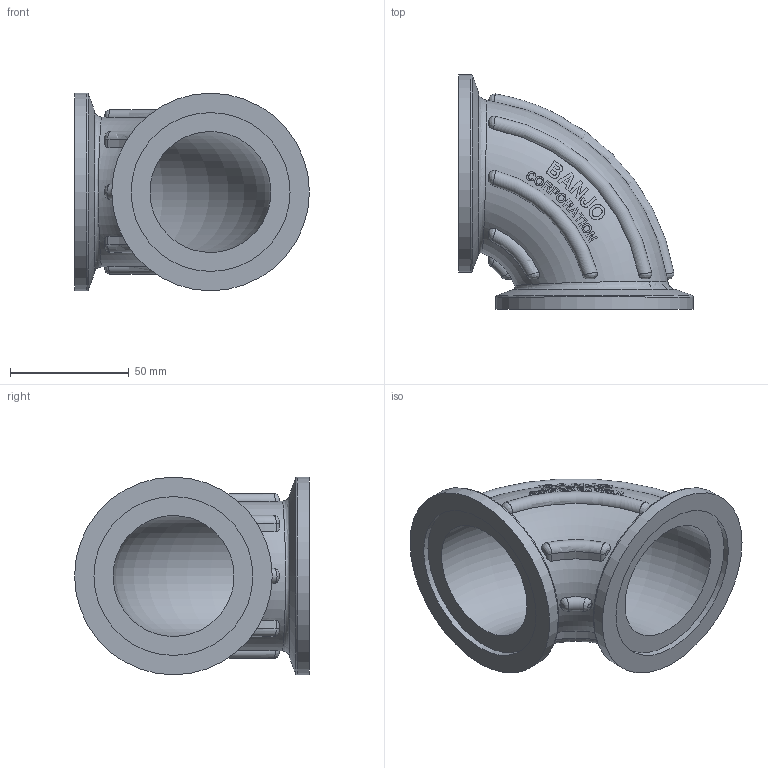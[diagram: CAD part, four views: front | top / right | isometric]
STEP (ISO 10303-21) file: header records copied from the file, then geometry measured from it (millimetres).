
FILE_DESCRIPTION(/* description */ ('Manifold Sweeping 90 Elbow'),/* implementation_level */ '2;1');
FILE_NAME(/* name */ 'M220SWP90.stp',/* time_stamp */ '2014-05-29T07:31:20-04:00',/* author */ ('areid'),/* organization */ (''),/* preprocessor_version */ 'ST-DEVELOPER v15.2',/* originating_system */ 'Autodesk Inventor 2014',/* authorisation */ '');
FILE_SCHEMA (('AUTOMOTIVE_DESIGN { 1 0 10303 214 3 1 1 }'));
Length unit declared in the file: inch
Products named in the file (1): MxxxSWP90
Bounding box: 98.68 x 98.68 x 83.06 mm (x, y, z)
Volume: 132719.2 mm3; surface area: 45525 mm2
Topology: 1 solids, 1 shells, 578 faces, 1534 edges, 1016 vertices
Faces by surface type: plane 264, bspline 225, torus 67, cylinder 16, cone 6
Full cylindrical faces by diameter (mm): 66.802 x2, 83.058 x2
Entity records: 25297 total; most frequent: CARTESIAN_POINT 13511, ORIENTED_EDGE 3042, EDGE_CURVE 1521, DIRECTION 1292, VERTEX_POINT 1014, B_SPLINE_CURVE_WITH_KNOTS 997, EDGE_LOOP 649, ADVANCED_FACE 578
